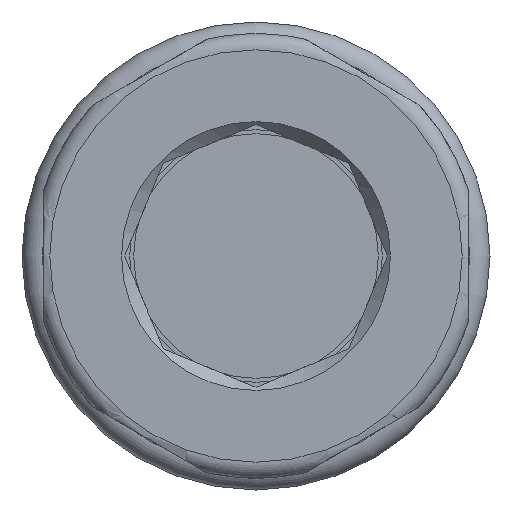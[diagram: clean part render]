
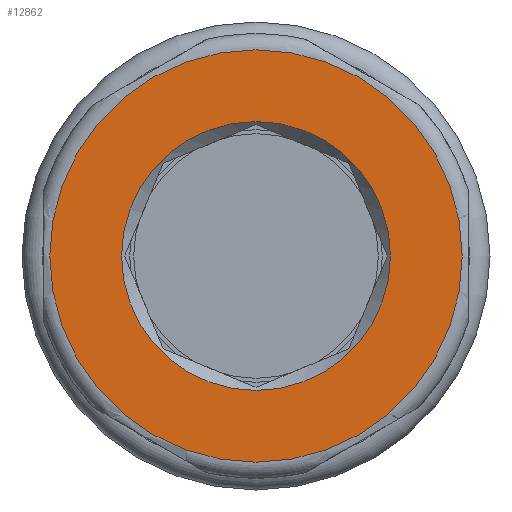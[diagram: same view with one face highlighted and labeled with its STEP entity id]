
A CAD part, left-side view. The second image highlights one B-rep face of the part: STEP entity #12862.
In plain terms, the highlighted planar face has unit normal (-1, 0, 0).
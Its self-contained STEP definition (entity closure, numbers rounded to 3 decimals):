
#439=PLANE('',#13624);
#689=FACE_BOUND('',#1481,.T.);
#757=FACE_OUTER_BOUND('',#1480,.T.);
#1480=EDGE_LOOP('',(#8385,#8386));
#1481=EDGE_LOOP('',(#8387));
#2264=CIRCLE('',#13623,6.65);
#2265=CIRCLE('',#13625,10.2);
#2266=CIRCLE('',#13626,10.2);
#5078=VERTEX_POINT('',#21382);
#5079=VERTEX_POINT('',#21386);
#5080=VERTEX_POINT('',#21387);
#6404=EDGE_CURVE('',#5078,#5078,#2264,.T.);
#6406=EDGE_CURVE('',#5079,#5080,#2265,.T.);
#6407=EDGE_CURVE('',#5080,#5079,#2266,.T.);
#8385=ORIENTED_EDGE('',*,*,#6406,.F.);
#8386=ORIENTED_EDGE('',*,*,#6407,.F.);
#8387=ORIENTED_EDGE('',*,*,#6404,.F.);
#12862=ADVANCED_FACE('',(#757,#689),#439,.T.);
#13623=AXIS2_PLACEMENT_3D('',#21383,#14312,#14313);
#13624=AXIS2_PLACEMENT_3D('',#21385,#14315,#14316);
#13625=AXIS2_PLACEMENT_3D('',#21388,#14317,#14318);
#13626=AXIS2_PLACEMENT_3D('',#21389,#14319,#14320);
#14312=DIRECTION('center_axis',(-1.,0.,0.));
#14313=DIRECTION('ref_axis',(0.,-1.,0.));
#14315=DIRECTION('center_axis',(-1.,0.,0.));
#14316=DIRECTION('ref_axis',(0.,0.,1.));
#14317=DIRECTION('center_axis',(1.,0.,0.));
#14318=DIRECTION('ref_axis',(0.,-1.,0.));
#14319=DIRECTION('center_axis',(1.,0.,0.));
#14320=DIRECTION('ref_axis',(0.,-1.,0.));
#21382=CARTESIAN_POINT('',(0.,6.65,0.));
#21383=CARTESIAN_POINT('Origin',(0.,0.,0.));
#21385=CARTESIAN_POINT('Origin',(0.,8.5,0.));
#21386=CARTESIAN_POINT('',(0.,10.2,0.));
#21387=CARTESIAN_POINT('',(0.,0.,10.2));
#21388=CARTESIAN_POINT('Origin',(0.,0.,0.));
#21389=CARTESIAN_POINT('Origin',(0.,0.,0.));
